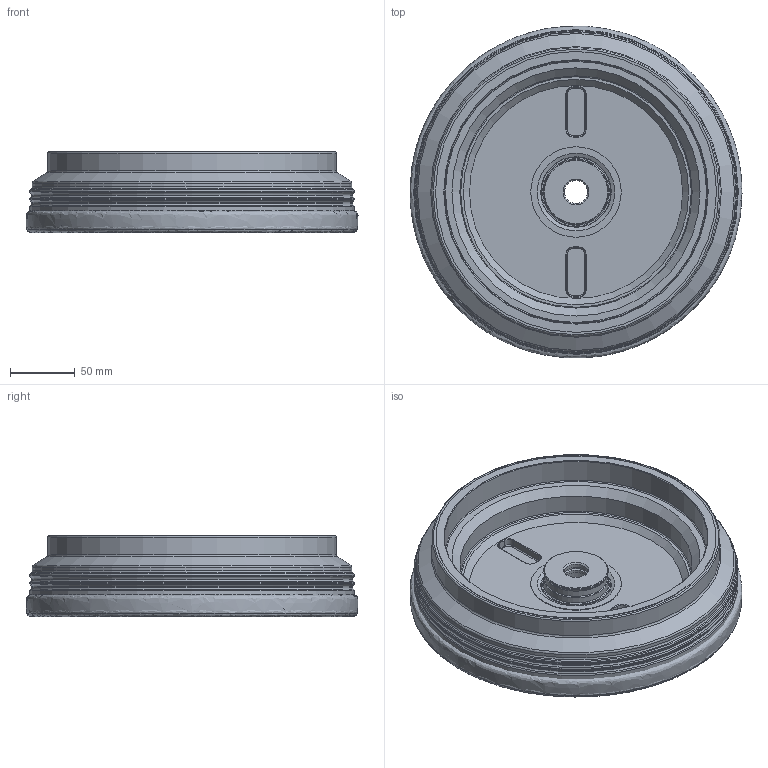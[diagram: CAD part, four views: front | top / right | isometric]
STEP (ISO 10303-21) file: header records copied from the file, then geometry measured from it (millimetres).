
FILE_DESCRIPTION(/* description */ (''),/* implementation_level */ '2;1');
FILE_NAME(/* name */ 'toolassembly_1.stp',/* time_stamp */ '2019-12-20T09:59:37+01:00',/* author */ (''),/* organization */ ('SMS'),/* preprocessor_version */ 'ST-DEVELOPER v16.7',/* originating_system */ 'SIEMENS PLM Software NX 12.0',/* authorisation */ '');
FILE_SCHEMA (('AUTOMOTIVE_DESIGN { 1 0 10303 214 3 1 1 1 }'));
Length unit declared in the file: millimetre
Products named in the file (4): ASSEMBLY_CONSTRUCTION; CUT_20191220095834; NOCUT_20191220095834; TOOLASSEMBLY_1
Assembly tree (32 placements, depth 2):
  TOOLASSEMBLY_1
    NOCUT_20191220095834
    CUT_20191220095834  x30
    ASSEMBLY_CONSTRUCTION
Bounding box: 256.89 x 256.86 x 63.01 mm (x, y, z)
Volume: 1498766.7 mm3; surface area: 233644.5 mm2
Topology: 3 solids, 3 shells, 118 faces, 271 edges, 259 vertices
Faces by surface type: cylinder 34, torus 30, plane 29, cone 21, bspline 4
Full cylindrical faces by diameter (mm): 18 x2, 20 x1, 32 x1, 48.5 x1, 49.96 x1, 49.985 x1, 70 x1, 180 x1, 203.65 x1, 217.4 x1, 223 x1, 247.13 x1, 248.253 x2, 251.13 x3
Entity records: 29910 total; most frequent: CARTESIAN_POINT 26922, DIRECTION 652, ORIENTED_EDGE 360, AXIS2_PLACEMENT_3D 294, EDGE_LOOP 188, EDGE_CURVE 180, FACE_BOUND 138, VERTEX_POINT 132
